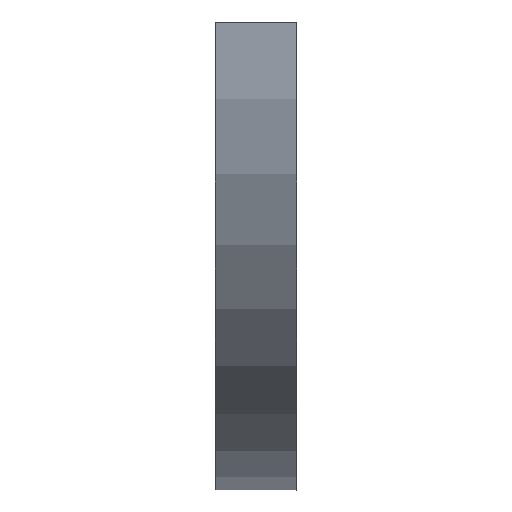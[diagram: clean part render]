
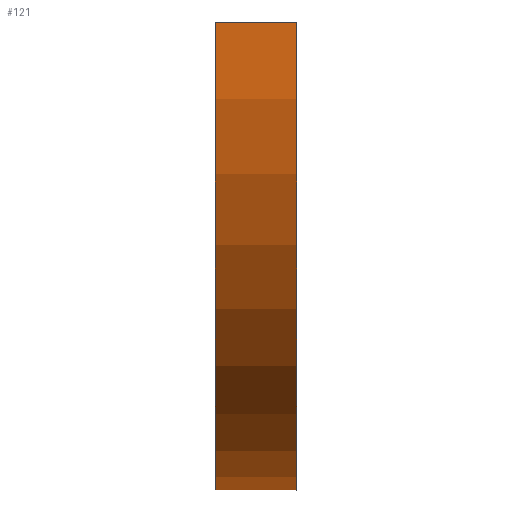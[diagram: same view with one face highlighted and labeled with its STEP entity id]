
A CAD part, left-side view. The second image highlights one B-rep face of the part: STEP entity #121.
In plain terms, the highlighted cylindrical face has radius 46 mm (diameter 92 mm), a partial arc.
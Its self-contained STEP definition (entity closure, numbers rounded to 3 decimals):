
#21 = EDGE_CURVE('',#22,#24,#26,.T.);
#22 = VERTEX_POINT('',#23);
#23 = CARTESIAN_POINT('',(73.423,6.35,-32.139
    ));
#24 = VERTEX_POINT('',#25);
#25 = CARTESIAN_POINT('',(73.423,14.35,
    -32.139));
#26 = LINE('',#27,#28);
#27 = CARTESIAN_POINT('',(73.423,6.35,-32.139
    ));
#28 = VECTOR('',#29,1.);
#29 = DIRECTION('',(0.,1.,0.));
#96 = VERTEX_POINT('',#97);
#97 = CARTESIAN_POINT('',(-12.835,14.349,
    -9.885));
#103 = EDGE_CURVE('',#104,#96,#106,.T.);
#104 = VERTEX_POINT('',#105);
#105 = CARTESIAN_POINT('',(-12.835,6.349,
    -9.885));
#106 = LINE('',#107,#108);
#107 = CARTESIAN_POINT('',(-12.835,6.349,
    -9.885));
#108 = VECTOR('',#109,1.);
#109 = DIRECTION('',(0.,1.,0.));
#121 = ADVANCED_FACE('',(#122),#140,.T.);
#122 = FACE_BOUND('',#123,.F.);
#123 = EDGE_LOOP('',(#124,#125,#132,#133));
#124 = ORIENTED_EDGE('',*,*,#21,.T.);
#125 = ORIENTED_EDGE('',*,*,#126,.T.);
#126 = EDGE_CURVE('',#24,#96,#127,.T.);
#127 = CIRCLE('',#128,46.);
#128 = AXIS2_PLACEMENT_3D('',#129,#130,#131);
#129 = CARTESIAN_POINT('',(33.165,14.35,
    -9.885));
#130 = DIRECTION('',(0.,1.,0.));
#131 = DIRECTION('',(0.542,0.,0.84));
#132 = ORIENTED_EDGE('',*,*,#103,.F.);
#133 = ORIENTED_EDGE('',*,*,#134,.F.);
#134 = EDGE_CURVE('',#22,#104,#135,.T.);
#135 = CIRCLE('',#136,46.);
#136 = AXIS2_PLACEMENT_3D('',#137,#138,#139);
#137 = CARTESIAN_POINT('',(33.165,6.35,-9.885
    ));
#138 = DIRECTION('',(0.,1.,0.));
#139 = DIRECTION('',(0.542,0.,0.84));
#140 = CYLINDRICAL_SURFACE('',#141,46.);
#141 = AXIS2_PLACEMENT_3D('',#142,#143,#144);
#142 = CARTESIAN_POINT('',(33.165,6.35,-9.885
    ));
#143 = DIRECTION('',(0.,-1.,0.));
#144 = DIRECTION('',(0.542,0.,0.84));
